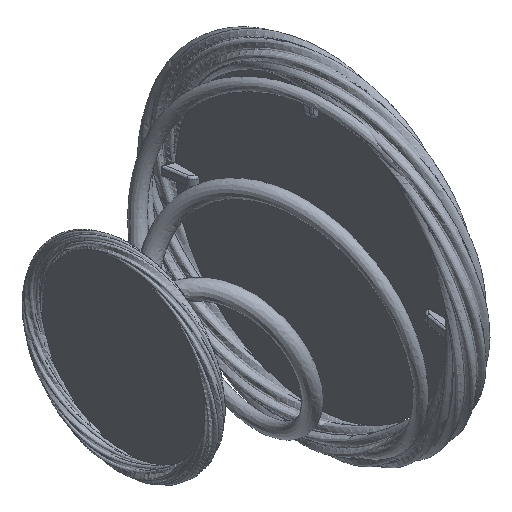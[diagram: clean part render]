
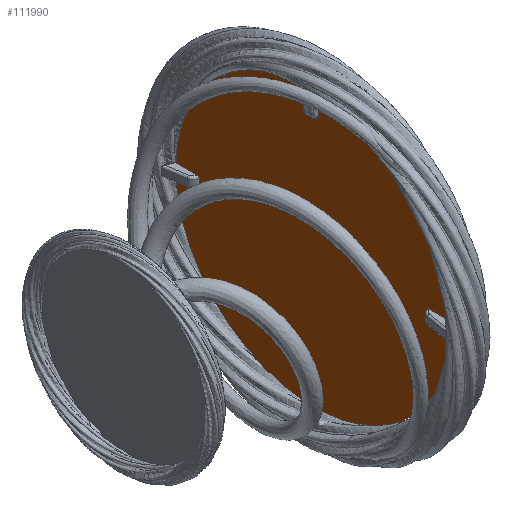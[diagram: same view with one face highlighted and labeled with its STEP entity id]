
A CAD part, isometric view. The second image highlights one B-rep face of the part: STEP entity #111990.
In plain terms, the highlighted free-form (B-spline) face has degree [1, 1] with [2, 2] control points.
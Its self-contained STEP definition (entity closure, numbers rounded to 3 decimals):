
#111990 = ADVANCED_FACE('',(#111991),#112005,.F.);
#111991 = FACE_BOUND('',#111992,.T.);
#111992 = EDGE_LOOP('',(#111993));
#111993 = ORIENTED_EDGE('',*,*,#111994,.F.);
#111994 = EDGE_CURVE('',#111995,#111995,#111997,.T.);
#111995 = VERTEX_POINT('',#111996);
#111996 = CARTESIAN_POINT('',(0.,11156.231,0.)
  );
#111997 = ( BOUNDED_CURVE() B_SPLINE_CURVE(2,(#111998,#111999,#112000,
    #112001,#112002,#112003,#112004),.UNSPECIFIED.,.T.,.F.) 
B_SPLINE_CURVE_WITH_KNOTS((1,2,2,2,2,1),(-2.094,0.,
    2.094,4.189,6.283,8.378),
.UNSPECIFIED.) CURVE() GEOMETRIC_REPRESENTATION_ITEM() 
RATIONAL_B_SPLINE_CURVE((1.,0.5,1.,0.5,1.,0.5,1.)) REPRESENTATION_ITEM(
  '') );
#111998 = CARTESIAN_POINT('',(0.,11156.231,0.)
  );
#111999 = CARTESIAN_POINT('',(0.,11156.231,9131.504)
  );
#112000 = CARTESIAN_POINT('',(0.,3248.117,4565.752)
  );
#112001 = CARTESIAN_POINT('',(0.,-4659.997,0.)
  );
#112002 = CARTESIAN_POINT('',(0.,3248.117,-4565.752)
  );
#112003 = CARTESIAN_POINT('',(0.,11156.231,-9131.504)
  );
#112004 = CARTESIAN_POINT('',(0.,11156.231,0.)
  );
#112005 = B_SPLINE_SURFACE_WITH_KNOTS('',1,1,(
    (#112006,#112007)
    ,(#112008,#112009
    )),.UNSPECIFIED.,.F.,.F.,.F.,(2,2),(2,2),(-3571.,3571.),(
    -3571.,3571.),.PIECEWISE_BEZIER_KNOTS.);
#112006 = CARTESIAN_POINT('',(0.,612.079,5272.076));
#112007 = CARTESIAN_POINT('',(0.,11156.231,5272.076)
  );
#112008 = CARTESIAN_POINT('',(0.,612.079,-5272.076));
#112009 = CARTESIAN_POINT('',(0.,11156.231,-5272.076)
  );
